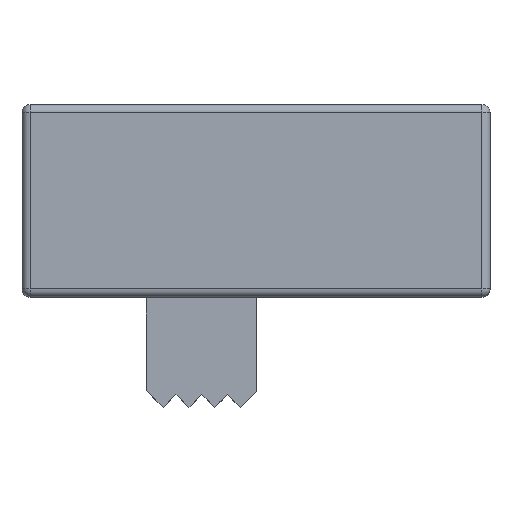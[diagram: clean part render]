
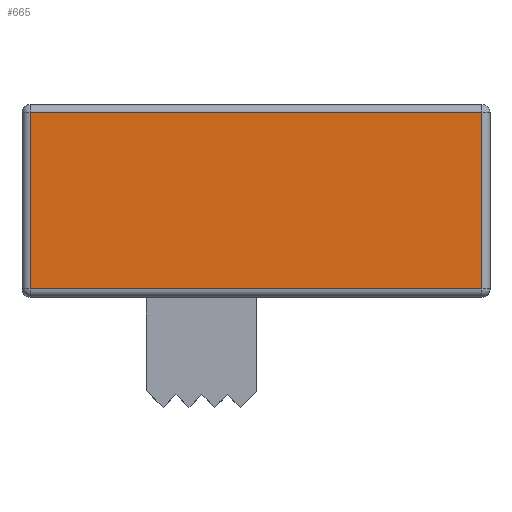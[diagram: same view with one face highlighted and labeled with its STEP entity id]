
A CAD part, top view. The second image highlights one B-rep face of the part: STEP entity #665.
In plain terms, the highlighted planar face has unit normal (0, 0, 1).
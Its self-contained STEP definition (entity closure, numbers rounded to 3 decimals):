
#163 = VERTEX_POINT('',#164);
#164 = CARTESIAN_POINT('',(4.1,3.35,1.75));
#264 = VERTEX_POINT('',#265);
#265 = CARTESIAN_POINT('',(-4.1,3.35,1.75));
#288 = VERTEX_POINT('',#289);
#289 = CARTESIAN_POINT('',(4.1,0.15,1.75));
#345 = EDGE_CURVE('',#163,#288,#346,.T.);
#346 = LINE('',#347,#348);
#347 = CARTESIAN_POINT('',(4.1,0.,1.75));
#348 = VECTOR('',#349,1.);
#349 = DIRECTION('',(0.,-1.,0.));
#367 = VERTEX_POINT('',#368);
#368 = CARTESIAN_POINT('',(-4.1,0.15,1.75));
#424 = EDGE_CURVE('',#288,#367,#425,.T.);
#425 = LINE('',#426,#427);
#426 = CARTESIAN_POINT('',(-2.125,0.15,1.75));
#427 = VECTOR('',#428,1.);
#428 = DIRECTION('',(-1.,0.,0.));
#453 = EDGE_CURVE('',#367,#264,#454,.T.);
#454 = LINE('',#455,#456);
#455 = CARTESIAN_POINT('',(-4.1,0.,1.75));
#456 = VECTOR('',#457,1.);
#457 = DIRECTION('',(0.,1.,0.));
#475 = EDGE_CURVE('',#264,#163,#476,.T.);
#476 = LINE('',#477,#478);
#477 = CARTESIAN_POINT('',(-2.125,3.35,1.75));
#478 = VECTOR('',#479,1.);
#479 = DIRECTION('',(1.,0.,0.));
#665 = ADVANCED_FACE('',(#666),#672,.T.);
#666 = FACE_BOUND('',#667,.T.);
#667 = EDGE_LOOP('',(#668,#669,#670,#671));
#668 = ORIENTED_EDGE('',*,*,#345,.F.);
#669 = ORIENTED_EDGE('',*,*,#475,.F.);
#670 = ORIENTED_EDGE('',*,*,#453,.F.);
#671 = ORIENTED_EDGE('',*,*,#424,.F.);
#672 = PLANE('',#673);
#673 = AXIS2_PLACEMENT_3D('',#674,#675,#676);
#674 = CARTESIAN_POINT('',(-4.25,0.,1.75));
#675 = DIRECTION('',(0.,0.,1.));
#676 = DIRECTION('',(1.,0.,-0.));
